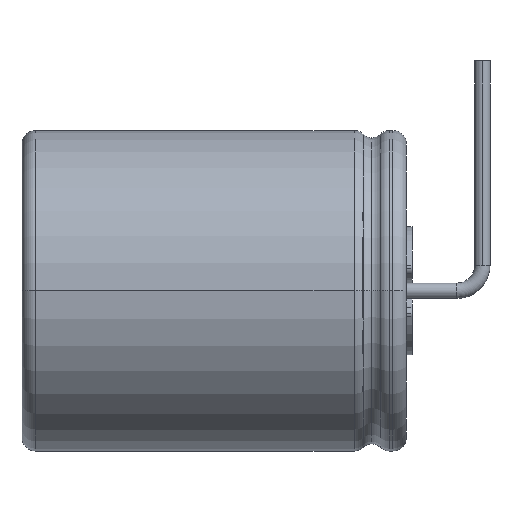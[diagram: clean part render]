
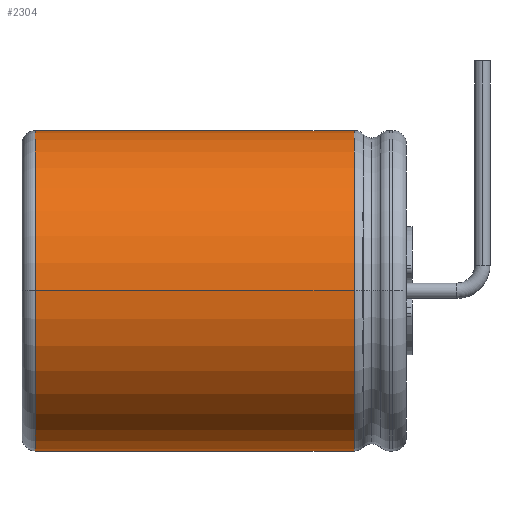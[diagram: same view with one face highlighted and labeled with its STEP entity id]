
A CAD part, left-side view. The second image highlights one B-rep face of the part: STEP entity #2304.
In plain terms, the highlighted cylindrical face has radius 6.275 mm (diameter 12.551 mm), a partial arc.
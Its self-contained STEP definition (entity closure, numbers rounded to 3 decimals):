
#182 = CARTESIAN_POINT ( 'NONE',  ( 0., 12.922, -6.275 ) ) ;
#294 = DIRECTION ( 'NONE',  ( 0., -1., 0. ) ) ;
#300 = DIRECTION ( 'NONE',  ( 1., 0., 0. ) ) ;
#373 = VERTEX_POINT ( 'NONE', #1167 ) ;
#436 = ORIENTED_EDGE ( 'NONE', *, *, #1054, .F. ) ;
#542 = DIRECTION ( 'NONE',  ( 0., 1., 0. ) ) ;
#560 = VECTOR ( 'NONE', #542, 1000. ) ;
#604 = CARTESIAN_POINT ( 'NONE',  ( 0., 15., 0. ) ) ;
#651 = AXIS2_PLACEMENT_3D ( 'NONE', #3318, #4372, #300 ) ;
#935 = DIRECTION ( 'NONE',  ( 0., -1., 0. ) ) ;
#966 = CYLINDRICAL_SURFACE ( 'NONE', #651, 6.275 ) ;
#1044 = CIRCLE ( 'NONE', #2520, 6.275 ) ;
#1054 = EDGE_CURVE ( 'NONE', #2248, #3875, #1544, .T. ) ;
#1167 = CARTESIAN_POINT ( 'NONE',  ( 0., 2.52, 6.275 ) ) ;
#1201 = CARTESIAN_POINT ( 'NONE',  ( 0., 15., -6.275 ) ) ;
#1253 = AXIS2_PLACEMENT_3D ( 'NONE', #1397, #294, #1769 ) ;
#1276 = EDGE_CURVE ( 'NONE', #373, #2248, #4612, .T. ) ;
#1397 = CARTESIAN_POINT ( 'NONE',  ( 0., 2.52, 0. ) ) ;
#1544 = LINE ( 'NONE', #182, #560 ) ;
#1769 = DIRECTION ( 'NONE',  ( 1., 0., 0. ) ) ;
#2248 = VERTEX_POINT ( 'NONE', #4425 ) ;
#2304 = ADVANCED_FACE ( 'NONE', ( #4240 ), #966, .T. ) ;
#2370 = ORIENTED_EDGE ( 'NONE', *, *, #3440, .T. ) ;
#2520 = AXIS2_PLACEMENT_3D ( 'NONE', #604, #935, #3203 ) ;
#2780 = VERTEX_POINT ( 'NONE', #4275 ) ;
#2825 = ORIENTED_EDGE ( 'NONE', *, *, #4707, .F. ) ;
#2997 = EDGE_LOOP ( 'NONE', ( #2370, #436, #3186, #2825 ) ) ;
#3186 = ORIENTED_EDGE ( 'NONE', *, *, #1276, .F. ) ;
#3203 = DIRECTION ( 'NONE',  ( 1., 0., 0. ) ) ;
#3318 = CARTESIAN_POINT ( 'NONE',  ( 0., 12.922, 0. ) ) ;
#3440 = EDGE_CURVE ( 'NONE', #2780, #3875, #1044, .T. ) ;
#3633 = VECTOR ( 'NONE', #3770, 1000. ) ;
#3737 = CARTESIAN_POINT ( 'NONE',  ( 0., 12.922, 6.275 ) ) ;
#3770 = DIRECTION ( 'NONE',  ( 0., -1., 0. ) ) ;
#3875 = VERTEX_POINT ( 'NONE', #1201 ) ;
#4240 = FACE_OUTER_BOUND ( 'NONE', #2997, .T. ) ;
#4275 = CARTESIAN_POINT ( 'NONE',  ( 0., 15., 6.275 ) ) ;
#4372 = DIRECTION ( 'NONE',  ( 0., 1., 0. ) ) ;
#4425 = CARTESIAN_POINT ( 'NONE',  ( 0., 2.52, -6.275 ) ) ;
#4598 = LINE ( 'NONE', #3737, #3633 ) ;
#4612 = CIRCLE ( 'NONE', #1253, 6.275 ) ;
#4707 = EDGE_CURVE ( 'NONE', #2780, #373, #4598, .T. ) ;
